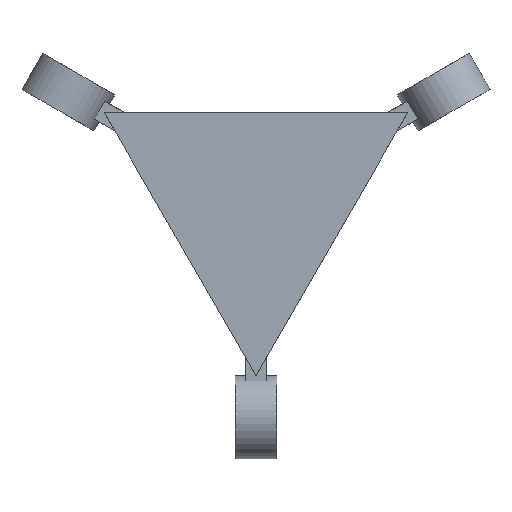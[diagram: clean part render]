
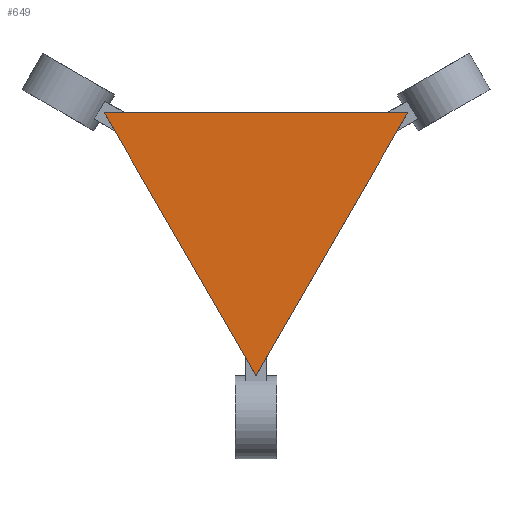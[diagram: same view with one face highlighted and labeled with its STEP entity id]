
A CAD part, front view. The second image highlights one B-rep face of the part: STEP entity #649.
In plain terms, the highlighted planar face has unit normal (0, -1, 0).
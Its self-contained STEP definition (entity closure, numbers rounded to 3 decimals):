
#12 = DIRECTION ( 'NONE',  ( 0., 0., 1. ) ) ;
#78 = LINE ( 'NONE', #597, #1010 ) ;
#100 = EDGE_CURVE ( 'NONE', #511, #308, #78, .T. ) ;
#151 = VECTOR ( 'NONE', #955, 1000. ) ;
#169 = CARTESIAN_POINT ( 'NONE',  ( -36.5, 0., -6.78 ) ) ;
#203 = CARTESIAN_POINT ( 'NONE',  ( 0., 0., -70. ) ) ;
#265 = CARTESIAN_POINT ( 'NONE',  ( 36.5, 0., -6.78 ) ) ;
#301 = LINE ( 'NONE', #400, #324 ) ;
#302 = AXIS2_PLACEMENT_3D ( 'NONE', #315, #1039, #12 ) ;
#308 = VERTEX_POINT ( 'NONE', #169 ) ;
#315 = CARTESIAN_POINT ( 'NONE',  ( 0., 0., 0. ) ) ;
#324 = VECTOR ( 'NONE', #713, 1000. ) ;
#400 = CARTESIAN_POINT ( 'NONE',  ( -36.5, 0., -6.78 ) ) ;
#472 = ORIENTED_EDGE ( 'NONE', *, *, #934, .F. ) ;
#481 = DIRECTION ( 'NONE',  ( -0.5, 0., 0.866 ) ) ;
#511 = VERTEX_POINT ( 'NONE', #203 ) ;
#549 = ORIENTED_EDGE ( 'NONE', *, *, #1202, .F. ) ;
#597 = CARTESIAN_POINT ( 'NONE',  ( 0., 0., -70. ) ) ;
#649 = ADVANCED_FACE ( 'NONE', ( #1341 ), #1241, .F. ) ;
#713 = DIRECTION ( 'NONE',  ( 1., 0., 0. ) ) ;
#870 = EDGE_LOOP ( 'NONE', ( #1293, #549, #472 ) ) ;
#934 = EDGE_CURVE ( 'NONE', #308, #1299, #301, .T. ) ;
#955 = DIRECTION ( 'NONE',  ( -0.5, 0., -0.866 ) ) ;
#1010 = VECTOR ( 'NONE', #481, 1000. ) ;
#1039 = DIRECTION ( 'NONE',  ( 0., 1., 0. ) ) ;
#1085 = CARTESIAN_POINT ( 'NONE',  ( 36.5, 0., -6.78 ) ) ;
#1170 = LINE ( 'NONE', #1085, #151 ) ;
#1202 = EDGE_CURVE ( 'NONE', #1299, #511, #1170, .T. ) ;
#1241 = PLANE ( 'NONE',  #302 ) ;
#1293 = ORIENTED_EDGE ( 'NONE', *, *, #100, .F. ) ;
#1299 = VERTEX_POINT ( 'NONE', #265 ) ;
#1341 = FACE_OUTER_BOUND ( 'NONE', #870, .T. ) ;
